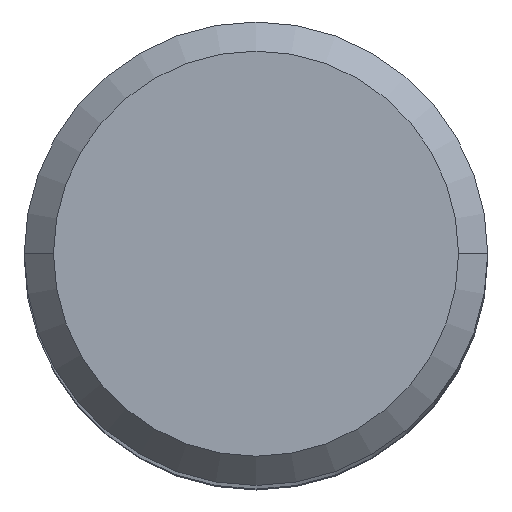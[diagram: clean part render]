
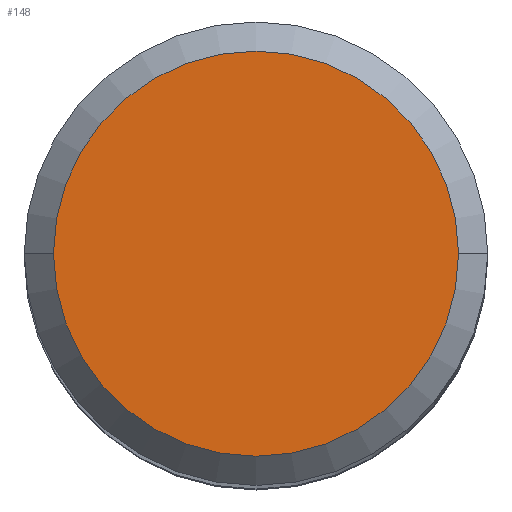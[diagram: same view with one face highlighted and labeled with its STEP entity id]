
A CAD part, top view. The second image highlights one B-rep face of the part: STEP entity #148.
In plain terms, the highlighted planar face has unit normal (0, 0, 1).
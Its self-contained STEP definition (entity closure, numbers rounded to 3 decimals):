
#56=PLANE('',#1324);
#148=ADVANCED_FACE('',(#232),#56,.F.);
#232=FACE_OUTER_BOUND('',#296,.T.);
#296=EDGE_LOOP('',(#585,#586));
#585=ORIENTED_EDGE('',*,*,#818,.T.);
#586=ORIENTED_EDGE('',*,*,#815,.T.);
#672=VERTEX_POINT('',#2226);
#673=VERTEX_POINT('',#2227);
#815=EDGE_CURVE('',#672,#673,#939,.T.);
#818=EDGE_CURVE('',#673,#672,#940,.T.);
#939=CIRCLE('',#1320,6.938);
#940=CIRCLE('',#1322,6.938);
#1320=AXIS2_PLACEMENT_3D('',#2225,#1724,#1725);
#1322=AXIS2_PLACEMENT_3D('',#2231,#1730,#1731);
#1324=AXIS2_PLACEMENT_3D('',#2233,#1734,#1735);
#1724=DIRECTION('',(0.,0.,1.));
#1725=DIRECTION('',(1.,0.,0.));
#1730=DIRECTION('',(0.,0.,1.));
#1731=DIRECTION('',(-1.,0.,0.));
#1734=DIRECTION('',(0.,0.,-1.));
#1735=DIRECTION('',(1.,0.,0.));
#2225=CARTESIAN_POINT('',(0.,0.,0.));
#2226=CARTESIAN_POINT('',(6.938,0.,0.));
#2227=CARTESIAN_POINT('',(-6.938,0.,0.));
#2231=CARTESIAN_POINT('',(0.,0.,0.));
#2233=CARTESIAN_POINT('',(0.,0.,0.));
